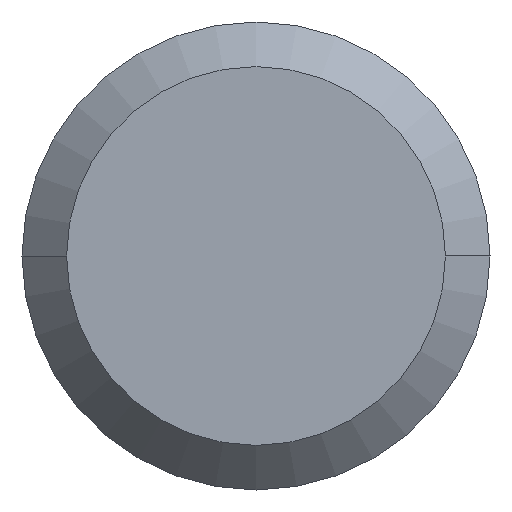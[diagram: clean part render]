
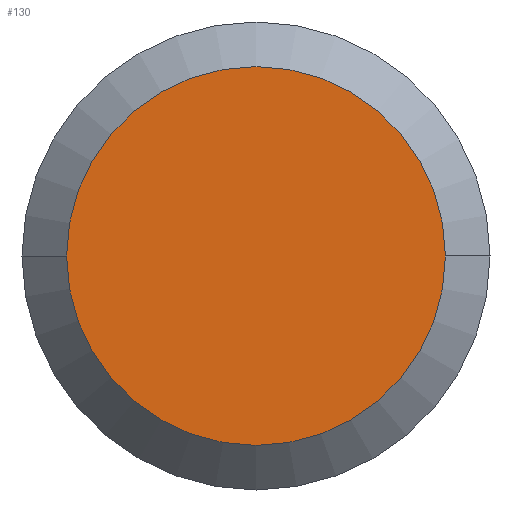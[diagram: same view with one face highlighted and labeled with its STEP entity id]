
A CAD part, left-side view. The second image highlights one B-rep face of the part: STEP entity #130.
In plain terms, the highlighted planar face has unit normal (-1, 0, 0).
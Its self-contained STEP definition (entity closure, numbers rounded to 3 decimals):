
#6 = VERTEX_POINT ( 'NONE', #230 ) ;
#11 = DIRECTION ( 'NONE',  ( -1., 0., 0. ) ) ;
#24 = DIRECTION ( 'NONE',  ( 0., -1., 0. ) ) ;
#25 = CARTESIAN_POINT ( 'NONE',  ( 0., 0., 0. ) ) ;
#58 = ORIENTED_EDGE ( 'NONE', *, *, #416, .F. ) ;
#90 = CARTESIAN_POINT ( 'NONE',  ( 0., 0., 0. ) ) ;
#127 = DIRECTION ( 'NONE',  ( 1., 0., 0. ) ) ;
#130 = ADVANCED_FACE ( 'NONE', ( #268 ), #400, .T. ) ;
#133 = CIRCLE ( 'NONE', #242, 3.238 ) ;
#148 = ORIENTED_EDGE ( 'NONE', *, *, #283, .F. ) ;
#195 = CARTESIAN_POINT ( 'NONE',  ( 0., 0., 0. ) ) ;
#199 = AXIS2_PLACEMENT_3D ( 'NONE', #195, #11, #24 ) ;
#207 = AXIS2_PLACEMENT_3D ( 'NONE', #25, #127, #415 ) ;
#230 = CARTESIAN_POINT ( 'NONE',  ( 0., -3.238, 0. ) ) ;
#231 = CIRCLE ( 'NONE', #207, 3.238 ) ;
#241 = VERTEX_POINT ( 'NONE', #398 ) ;
#242 = AXIS2_PLACEMENT_3D ( 'NONE', #90, #328, #322 ) ;
#268 = FACE_OUTER_BOUND ( 'NONE', #294, .T. ) ;
#283 = EDGE_CURVE ( 'NONE', #241, #6, #231, .T. ) ;
#294 = EDGE_LOOP ( 'NONE', ( #148, #58 ) ) ;
#322 = DIRECTION ( 'NONE',  ( 0., 1., 0. ) ) ;
#328 = DIRECTION ( 'NONE',  ( 1., 0., 0. ) ) ;
#398 = CARTESIAN_POINT ( 'NONE',  ( 0., 3.238, 0. ) ) ;
#400 = PLANE ( 'NONE',  #199 ) ;
#415 = DIRECTION ( 'NONE',  ( 0., 1., 0. ) ) ;
#416 = EDGE_CURVE ( 'NONE', #6, #241, #133, .T. ) ;
